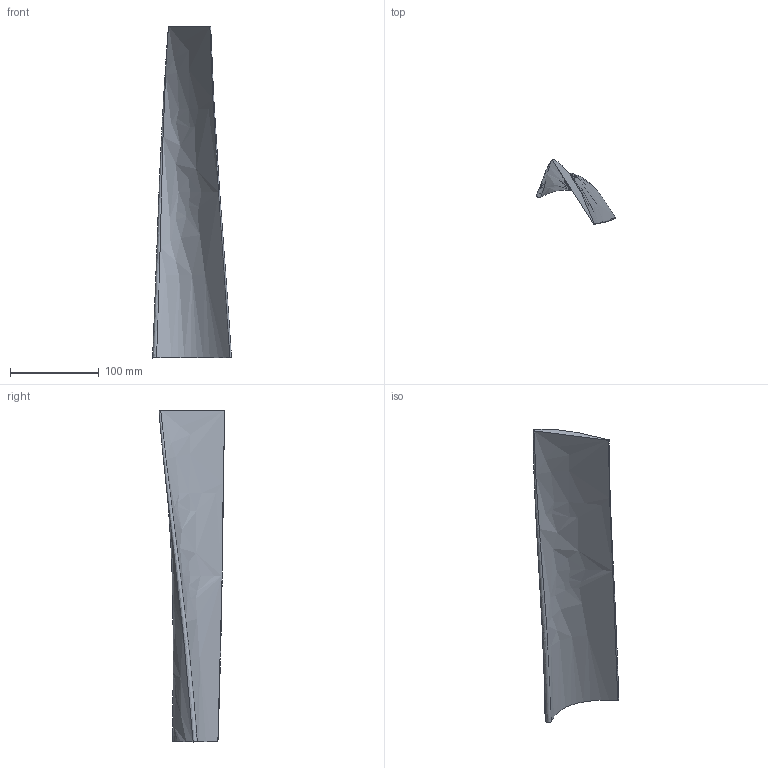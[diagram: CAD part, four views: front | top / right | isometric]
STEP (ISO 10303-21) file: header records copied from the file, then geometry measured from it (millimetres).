
FILE_DESCRIPTION(('Open CASCADE Model'),'2;1');
FILE_NAME('Open CASCADE Shape Model','2026-02-17T18:02:56',('Author'),( 'Open CASCADE'),'Open CASCADE STEP processor 7.8','Open CASCADE 7.8' ,'Unknown');
FILE_SCHEMA(('AUTOMOTIVE_DESIGN { 1 0 10303 214 1 1 1 1 }'));
Length unit declared in the file: millimetre
Products named in the file (1): Open CASCADE STEP translator 7.8 1
Bounding box: 89.15 x 74.46 x 374.67 mm (x, y, z)
Volume: 287366 mm3; surface area: 74370.4 mm2
Topology: 1 solids, 1 shells, 6 faces, 12 edges, 8 vertices
Faces by surface type: bspline 4, plane 2
Entity records: 654 total; most frequent: CARTESIAN_POINT 443, ORIENTED_EDGE 24, PCURVE 24, DEFINITIONAL_REPRESENTATION 24, DIRECTION 22, B_SPLINE_CURVE_WITH_KNOTS 16, LINE 16, VECTOR 16
